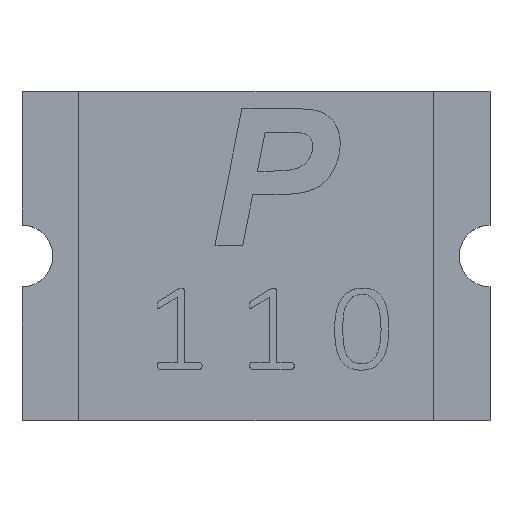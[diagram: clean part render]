
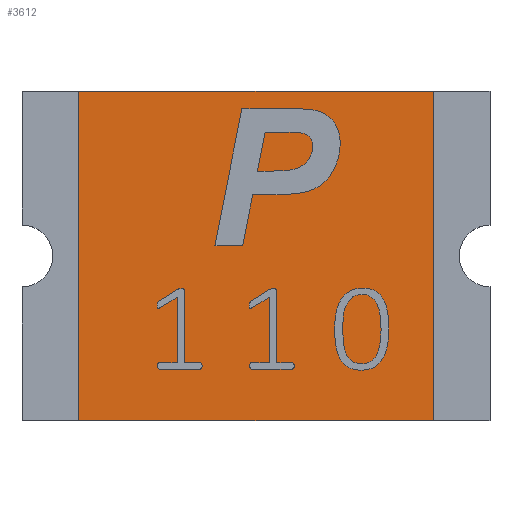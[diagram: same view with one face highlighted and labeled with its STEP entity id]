
A CAD part, top view. The second image highlights one B-rep face of the part: STEP entity #3612.
In plain terms, the highlighted planar face has unit normal (0, 0, 1).
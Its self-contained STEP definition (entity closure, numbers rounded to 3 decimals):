
#2321 = PLANE('',#2322);
#2322 = AXIS2_PLACEMENT_3D('',#2323,#2324,#2325);
#2323 = CARTESIAN_POINT('',(4.55,3.2,-0.01));
#2324 = DIRECTION('',(0.,1.,0.));
#2325 = DIRECTION('',(0.,0.,1.));
#2377 = PLANE('',#2378);
#2378 = AXIS2_PLACEMENT_3D('',#2379,#2380,#2381);
#2379 = CARTESIAN_POINT('',(4.55,0.,-0.01));
#2380 = DIRECTION('',(0.,1.,0.));
#2381 = DIRECTION('',(0.,0.,1.));
#2640 = VERTEX_POINT('',#2641);
#2641 = CARTESIAN_POINT('',(0.55,3.2,0.58));
#2655 = PLANE('',#2656);
#2656 = AXIS2_PLACEMENT_3D('',#2657,#2658,#2659);
#2657 = CARTESIAN_POINT('',(0.55,0.,-0.01));
#2658 = DIRECTION('',(1.,0.,0.));
#2659 = DIRECTION('',(0.,0.,1.));
#2667 = EDGE_CURVE('',#2640,#2668,#2670,.T.);
#2668 = VERTEX_POINT('',#2669);
#2669 = CARTESIAN_POINT('',(4.,3.2,0.58));
#2670 = SURFACE_CURVE('',#2671,(#2675,#2682),.PCURVE_S1.);
#2671 = LINE('',#2672,#2673);
#2672 = CARTESIAN_POINT('',(0.,3.2,0.58));
#2673 = VECTOR('',#2674,1.);
#2674 = DIRECTION('',(1.,0.,0.));
#2675 = PCURVE('',#2321,#2676);
#2676 = DEFINITIONAL_REPRESENTATION('',(#2677),#2681);
#2677 = LINE('',#2678,#2679);
#2678 = CARTESIAN_POINT('',(0.59,-4.55));
#2679 = VECTOR('',#2680,1.);
#2680 = DIRECTION('',(0.,1.));
#2681 = ( GEOMETRIC_REPRESENTATION_CONTEXT(2) 
PARAMETRIC_REPRESENTATION_CONTEXT() REPRESENTATION_CONTEXT('2D SPACE',''
  ) );
#2682 = PCURVE('',#2683,#2688);
#2683 = PLANE('',#2684);
#2684 = AXIS2_PLACEMENT_3D('',#2685,#2686,#2687);
#2685 = CARTESIAN_POINT('',(0.,0.,0.58));
#2686 = DIRECTION('',(0.,0.,1.));
#2687 = DIRECTION('',(1.,0.,0.));
#2688 = DEFINITIONAL_REPRESENTATION('',(#2689),#2693);
#2689 = LINE('',#2690,#2691);
#2690 = CARTESIAN_POINT('',(0.,3.2));
#2691 = VECTOR('',#2692,1.);
#2692 = DIRECTION('',(1.,0.));
#2693 = ( GEOMETRIC_REPRESENTATION_CONTEXT(2) 
PARAMETRIC_REPRESENTATION_CONTEXT() REPRESENTATION_CONTEXT('2D SPACE',''
  ) );
#2711 = PLANE('',#2712);
#2712 = AXIS2_PLACEMENT_3D('',#2713,#2714,#2715);
#2713 = CARTESIAN_POINT('',(4.,0.,-0.01));
#2714 = DIRECTION('',(1.,0.,0.));
#2715 = DIRECTION('',(0.,0.,1.));
#2944 = VERTEX_POINT('',#2945);
#2945 = CARTESIAN_POINT('',(4.,0.,0.58));
#2966 = EDGE_CURVE('',#2967,#2944,#2969,.T.);
#2967 = VERTEX_POINT('',#2968);
#2968 = CARTESIAN_POINT('',(0.55,0.,0.58));
#2969 = SURFACE_CURVE('',#2970,(#2974,#2981),.PCURVE_S1.);
#2970 = LINE('',#2971,#2972);
#2971 = CARTESIAN_POINT('',(0.,0.,0.58));
#2972 = VECTOR('',#2973,1.);
#2973 = DIRECTION('',(1.,0.,0.));
#2974 = PCURVE('',#2377,#2975);
#2975 = DEFINITIONAL_REPRESENTATION('',(#2976),#2980);
#2976 = LINE('',#2977,#2978);
#2977 = CARTESIAN_POINT('',(0.59,-4.55));
#2978 = VECTOR('',#2979,1.);
#2979 = DIRECTION('',(0.,1.));
#2980 = ( GEOMETRIC_REPRESENTATION_CONTEXT(2) 
PARAMETRIC_REPRESENTATION_CONTEXT() REPRESENTATION_CONTEXT('2D SPACE',''
  ) );
#2981 = PCURVE('',#2683,#2982);
#2982 = DEFINITIONAL_REPRESENTATION('',(#2983),#2987);
#2983 = LINE('',#2984,#2985);
#2984 = CARTESIAN_POINT('',(0.,0.));
#2985 = VECTOR('',#2986,1.);
#2986 = DIRECTION('',(1.,0.));
#2987 = ( GEOMETRIC_REPRESENTATION_CONTEXT(2) 
PARAMETRIC_REPRESENTATION_CONTEXT() REPRESENTATION_CONTEXT('2D SPACE',''
  ) );
#3592 = EDGE_CURVE('',#2967,#2640,#3593,.T.);
#3593 = SURFACE_CURVE('',#3594,(#3598,#3604),.PCURVE_S1.);
#3594 = LINE('',#3595,#3596);
#3595 = CARTESIAN_POINT('',(0.55,0.,0.58));
#3596 = VECTOR('',#3597,1.);
#3597 = DIRECTION('',(0.,1.,0.));
#3598 = PCURVE('',#2655,#3599);
#3599 = DEFINITIONAL_REPRESENTATION('',(#3600),#3603);
#3600 = B_SPLINE_CURVE_WITH_KNOTS('',1,(#3601,#3602),.UNSPECIFIED.,.F.,
  .F.,(2,2),(-0.32,3.52),.PIECEWISE_BEZIER_KNOTS.);
#3601 = CARTESIAN_POINT('',(0.59,0.32));
#3602 = CARTESIAN_POINT('',(0.59,-3.52));
#3603 = ( GEOMETRIC_REPRESENTATION_CONTEXT(2) 
PARAMETRIC_REPRESENTATION_CONTEXT() REPRESENTATION_CONTEXT('2D SPACE',''
  ) );
#3604 = PCURVE('',#2683,#3605);
#3605 = DEFINITIONAL_REPRESENTATION('',(#3606),#3609);
#3606 = B_SPLINE_CURVE_WITH_KNOTS('',1,(#3607,#3608),.UNSPECIFIED.,.F.,
  .F.,(2,2),(-0.32,3.52),.PIECEWISE_BEZIER_KNOTS.);
#3607 = CARTESIAN_POINT('',(0.55,-0.32));
#3608 = CARTESIAN_POINT('',(0.55,3.52));
#3609 = ( GEOMETRIC_REPRESENTATION_CONTEXT(2) 
PARAMETRIC_REPRESENTATION_CONTEXT() REPRESENTATION_CONTEXT('2D SPACE',''
  ) );
#3612 = ADVANCED_FACE('',(#3613),#2683,.T.);
#3613 = FACE_BOUND('',#3614,.T.);
#3614 = EDGE_LOOP('',(#3615,#3616,#3617,#3618));
#3615 = ORIENTED_EDGE('',*,*,#2667,.F.);
#3616 = ORIENTED_EDGE('',*,*,#3592,.F.);
#3617 = ORIENTED_EDGE('',*,*,#2966,.T.);
#3618 = ORIENTED_EDGE('',*,*,#3619,.T.);
#3619 = EDGE_CURVE('',#2944,#2668,#3620,.T.);
#3620 = SURFACE_CURVE('',#3621,(#3625,#3631),.PCURVE_S1.);
#3621 = LINE('',#3622,#3623);
#3622 = CARTESIAN_POINT('',(4.,0.,0.58));
#3623 = VECTOR('',#3624,1.);
#3624 = DIRECTION('',(0.,1.,0.));
#3625 = PCURVE('',#2683,#3626);
#3626 = DEFINITIONAL_REPRESENTATION('',(#3627),#3630);
#3627 = B_SPLINE_CURVE_WITH_KNOTS('',1,(#3628,#3629),.UNSPECIFIED.,.F.,
  .F.,(2,2),(-0.32,3.52),.PIECEWISE_BEZIER_KNOTS.);
#3628 = CARTESIAN_POINT('',(4.,-0.32));
#3629 = CARTESIAN_POINT('',(4.,3.52));
#3630 = ( GEOMETRIC_REPRESENTATION_CONTEXT(2) 
PARAMETRIC_REPRESENTATION_CONTEXT() REPRESENTATION_CONTEXT('2D SPACE',''
  ) );
#3631 = PCURVE('',#2711,#3632);
#3632 = DEFINITIONAL_REPRESENTATION('',(#3633),#3636);
#3633 = B_SPLINE_CURVE_WITH_KNOTS('',1,(#3634,#3635),.UNSPECIFIED.,.F.,
  .F.,(2,2),(-0.32,3.52),.PIECEWISE_BEZIER_KNOTS.);
#3634 = CARTESIAN_POINT('',(0.59,0.32));
#3635 = CARTESIAN_POINT('',(0.59,-3.52));
#3636 = ( GEOMETRIC_REPRESENTATION_CONTEXT(2) 
PARAMETRIC_REPRESENTATION_CONTEXT() REPRESENTATION_CONTEXT('2D SPACE',''
  ) );
